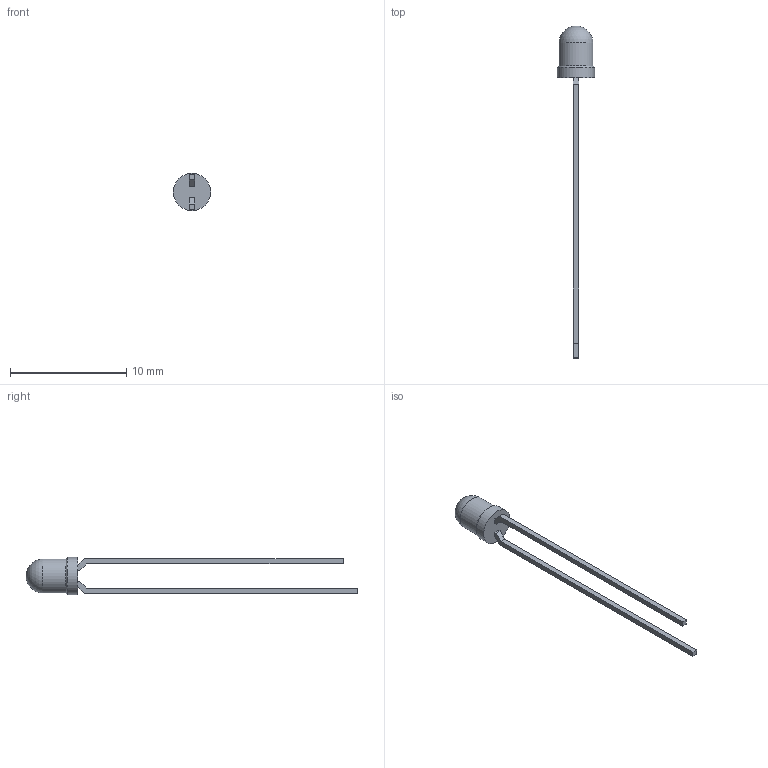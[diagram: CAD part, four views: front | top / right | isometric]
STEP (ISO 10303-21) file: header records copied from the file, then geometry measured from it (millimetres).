
FILE_DESCRIPTION(/* description */ (''),/* implementation_level */ '2;1');
FILE_NAME(/* name */ '5219901F.stp',/* time_stamp */ '2017-09-08T19:50:39-07:00',/* author */ ('isaacporras'),/* organization */ (''),/* preprocessor_version */ 'ST-DEVELOPER v16.13',/* originating_system */ 'Autodesk Inventor 2018',/* authorisation */ '');
FILE_SCHEMA (('AUTOMOTIVE_DESIGN { 1 0 10303 214 3 1 1 }'));
Length unit declared in the file: millimetre
Products named in the file (1): 5219901F
Bounding box: 3.2 x 28.58 x 3.2 mm (x, y, z)
Volume: 37.7 mm3; surface area: 137 mm2
Topology: 1 solids, 1 shells, 21 faces, 52 edges, 34 vertices
Faces by surface type: plane 17, cylinder 2, cone 1, sphere 1
Full cylindrical faces by diameter (mm): 2.92 x1, 3.2 x1
Entity records: 615 total; most frequent: CARTESIAN_POINT 100, DIRECTION 94, ORIENTED_EDGE 92, EDGE_CURVE 46, LINE 42, VECTOR 42, VERTEX_POINT 32, EDGE_LOOP 26
